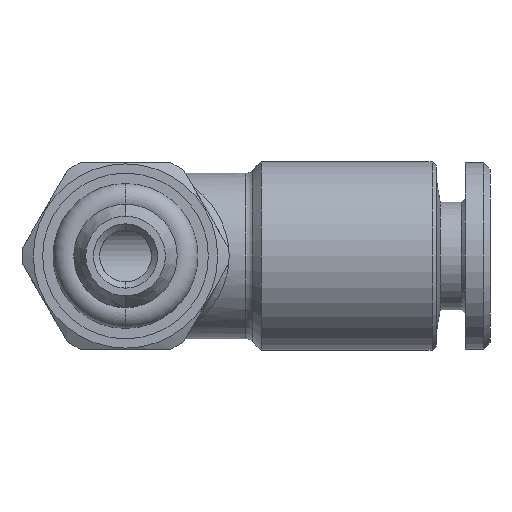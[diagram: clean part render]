
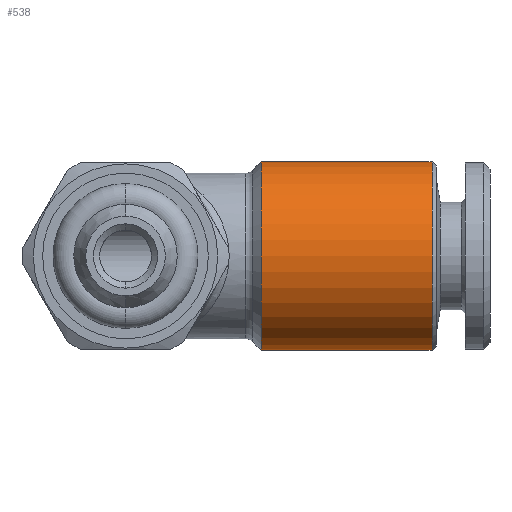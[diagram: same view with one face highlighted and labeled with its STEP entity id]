
A CAD part, front view. The second image highlights one B-rep face of the part: STEP entity #538.
In plain terms, the highlighted cylindrical face has radius 4.55 mm (diameter 9.1 mm), a partial arc.
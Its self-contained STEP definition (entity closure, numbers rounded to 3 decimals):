
#94 = VERTEX_POINT ( 'NONE', #879 ) ;
#95 = VERTEX_POINT ( 'NONE', #878 ) ;
#108 = EDGE_CURVE ( 'NONE', #95, #198, #965, .T. ) ;
#198 = VERTEX_POINT ( 'NONE', #1077 ) ;
#201 = EDGE_CURVE ( 'NONE', #94, #202, #1141, .T. ) ;
#202 = VERTEX_POINT ( 'NONE', #1153 ) ;
#338 = EDGE_CURVE ( 'NONE', #198, #202, #1405, .T. ) ;
#462 = EDGE_LOOP ( 'NONE', ( #582, #470, #533, #468 ) ) ;
#468 = ORIENTED_EDGE ( 'NONE', *, *, #338, .T. ) ;
#470 = ORIENTED_EDGE ( 'NONE', *, *, #528, .T. ) ;
#528 = EDGE_CURVE ( 'NONE', #94, #95, #1900, .T. ) ;
#533 = ORIENTED_EDGE ( 'NONE', *, *, #108, .T. ) ;
#538 = ADVANCED_FACE ( 'NONE', ( #2099 ), #2077, .T. ) ;
#582 = ORIENTED_EDGE ( 'NONE', *, *, #201, .F. ) ;
#878 = CARTESIAN_POINT ( 'NONE',  ( 14.8, 0., 4.55 ) ) ;
#879 = CARTESIAN_POINT ( 'NONE',  ( 14.8, 0., -4.55 ) ) ;
#962 = DIRECTION ( 'NONE',  ( -1., 0., 0. ) ) ;
#963 = VECTOR ( 'NONE', #962, 1000. ) ;
#964 = CARTESIAN_POINT ( 'NONE',  ( 0., 0., 4.55 ) ) ;
#965 = LINE ( 'NONE', #964, #963 ) ;
#1077 = CARTESIAN_POINT ( 'NONE',  ( 6.55, 0., 4.55 ) ) ;
#1141 = LINE ( 'NONE', #1156, #1155 ) ;
#1153 = CARTESIAN_POINT ( 'NONE',  ( 6.55, 0., -4.55 ) ) ;
#1154 = DIRECTION ( 'NONE',  ( -1., 0., 0. ) ) ;
#1155 = VECTOR ( 'NONE', #1154, 1000. ) ;
#1156 = CARTESIAN_POINT ( 'NONE',  ( 0., 0., -4.55 ) ) ;
#1396 = DIRECTION ( 'NONE',  ( 1., 0., 0. ) ) ;
#1397 = CARTESIAN_POINT ( 'NONE',  ( 6.55, 0., 0. ) ) ;
#1398 = AXIS2_PLACEMENT_3D ( 'NONE', #1397, #1396, #1403 ) ;
#1403 = DIRECTION ( 'NONE',  ( 0., 0., -1. ) ) ;
#1405 = CIRCLE ( 'NONE', #1398, 4.55 ) ;
#1896 = DIRECTION ( 'NONE',  ( 0., 0., 1. ) ) ;
#1897 = DIRECTION ( 'NONE',  ( -1., 0., 0. ) ) ;
#1898 = CARTESIAN_POINT ( 'NONE',  ( 14.8, 0., 0. ) ) ;
#1899 = AXIS2_PLACEMENT_3D ( 'NONE', #1898, #1897, #1896 ) ;
#1900 = CIRCLE ( 'NONE', #1899, 4.55 ) ;
#1971 = DIRECTION ( 'NONE',  ( -1., 0., 0. ) ) ;
#1972 = AXIS2_PLACEMENT_3D ( 'NONE', #2078, #1971, #2003 ) ;
#2003 = DIRECTION ( 'NONE',  ( 0., 0., 1. ) ) ;
#2077 = CYLINDRICAL_SURFACE ( 'NONE', #1972, 4.55 ) ;
#2078 = CARTESIAN_POINT ( 'NONE',  ( 0., 0., 0. ) ) ;
#2099 = FACE_OUTER_BOUND ( 'NONE', #462, .T. ) ;
